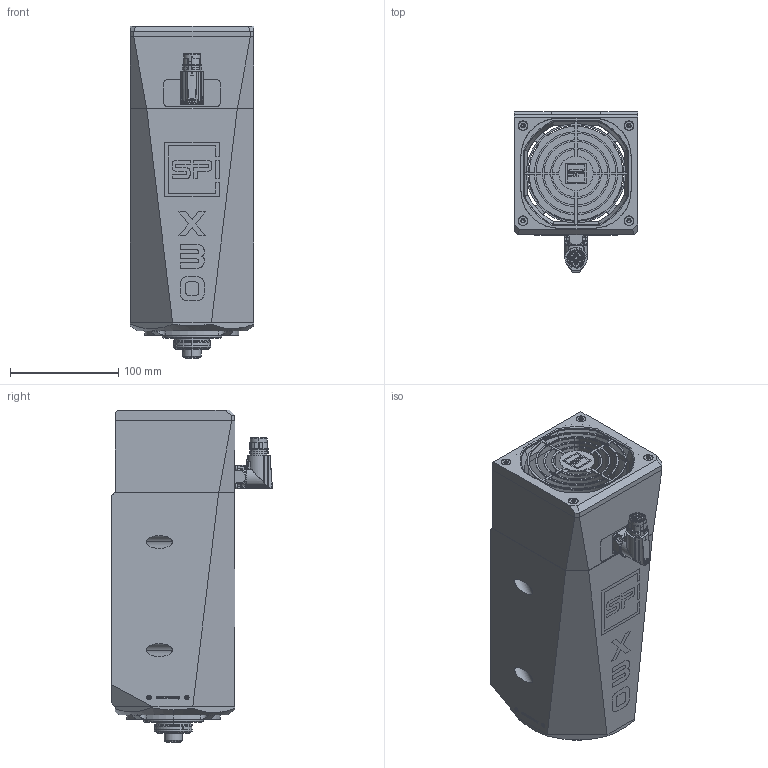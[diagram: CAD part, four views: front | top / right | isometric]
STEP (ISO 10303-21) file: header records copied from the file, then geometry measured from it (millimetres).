
FILE_DESCRIPTION (( 'STEP AP214' ), '1' );
FILE_NAME ('A00121 STEP.STEP', '2023-09-28T10:07:41', ( '' ), ( '' ), 'SwSTEP 2.0', 'SolidWorks 2020', '' );
FILE_SCHEMA (( 'AUTOMOTIVE_DESIGN' ));
Length unit declared in the file: millimetre
Products named in the file (1): A00121 STEP
Bounding box: 114 x 148.5 x 307.25 mm (x, y, z)
Surface area: 546538.9 mm2 (no closed solid volume)
Topology: 0 solids, 66 shells, 5595 faces, 14698 edges, 9495 vertices
Faces by surface type: plane 2272, cylinder 1375, bspline 1181, cone 634, torus 133
Entity records: 283576 total; most frequent: CARTESIAN_POINT 104010, ORIENTED_EDGE 28943, DIRECTION 22629, EDGE_CURVE 14542, VERTEX_POINT 9495, LINE 8035, VECTOR 8035, AXIS2_PLACEMENT_3D 7297
